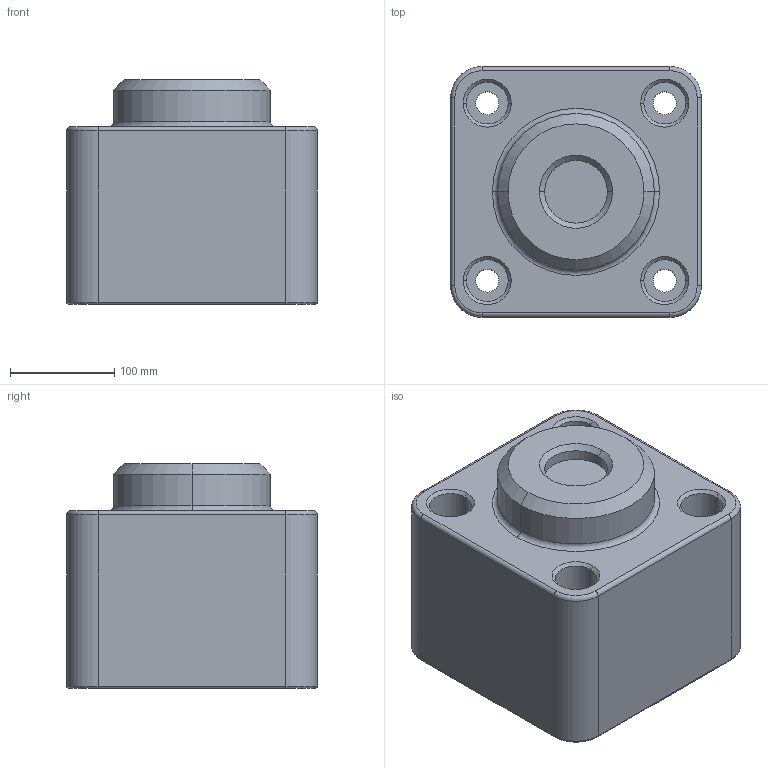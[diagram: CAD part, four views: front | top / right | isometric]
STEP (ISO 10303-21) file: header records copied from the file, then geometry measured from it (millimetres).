
FILE_DESCRIPTION (( 'STEP AP203' ), '1' );
FILE_NAME ('base_Default_sldprt.STEP', '2020-06-17T07:22:46', ( '' ), ( '' ), 'SwSTEP 2.0', 'SolidWorks 2019', '' );
FILE_SCHEMA (( 'CONFIG_CONTROL_DESIGN' ));
Length unit declared in the file: millimetre
Products named in the file (1): base_Default_sldprt
Bounding box: 240 x 240 x 215 mm (x, y, z)
Volume: 10021108.4 mm3; surface area: 335280 mm2
Topology: 1 solids, 1 shells, 66 faces, 144 edges, 86 vertices
Faces by surface type: cylinder 32, cone 12, plane 12, torus 10
Entity records: 1909 total; most frequent: DIRECTION 366, CARTESIAN_POINT 297, ORIENTED_EDGE 288, AXIS2_PLACEMENT_3D 155, EDGE_CURVE 144, CIRCLE 88, VERTEX_POINT 86, EDGE_LOOP 80
